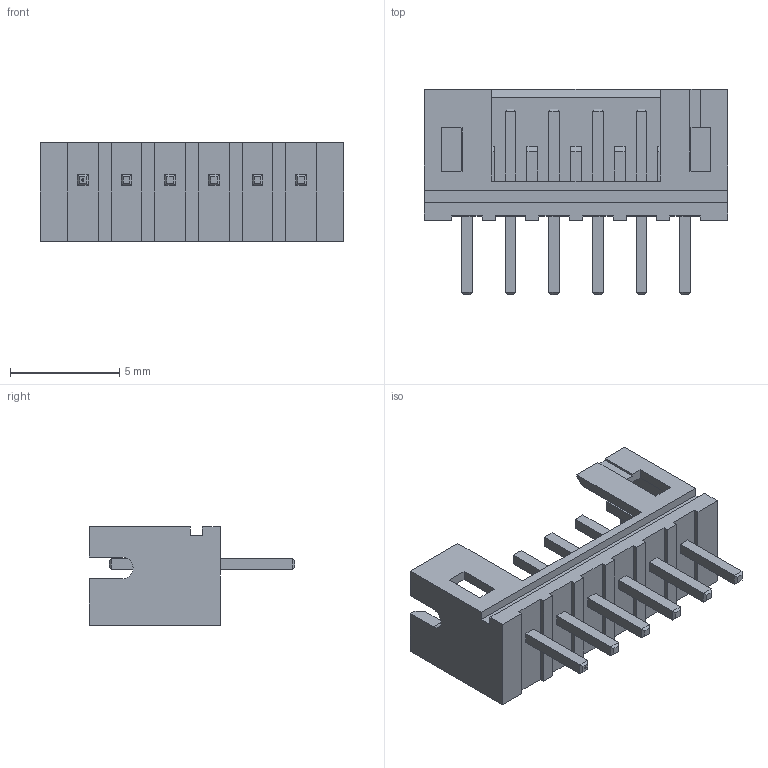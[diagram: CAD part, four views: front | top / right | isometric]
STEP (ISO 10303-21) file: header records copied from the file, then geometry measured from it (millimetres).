
FILE_DESCRIPTION (( 'STEP AP214' ), '1' );
FILE_NAME ('JST-B6B-PH-K-S.STEP', '2020-12-29T22:27:54', ( '' ), ( '' ), 'SwSTEP 2.0', 'SolidWorks 2020', '' );
FILE_SCHEMA (( 'AUTOMOTIVE_DESIGN' ));
Length unit declared in the file: millimetre
Products named in the file (1): JST-B6B-PH-K-S
Bounding box: 13.9 x 9.4 x 4.5 mm (x, y, z)
Volume: 150.9 mm3; surface area: 532 mm2
Topology: 1 solids, 1 shells, 206 faces, 522 edges, 330 vertices
Faces by surface type: plane 202, cylinder 4
Entity records: 8277 total; most frequent: CARTESIAN_POINT 1059, ORIENTED_EDGE 1044, DIRECTION 944, EDGE_CURVE 522, VECTOR 514, LINE 514, VERTEX_POINT 330, EDGE_LOOP 222
